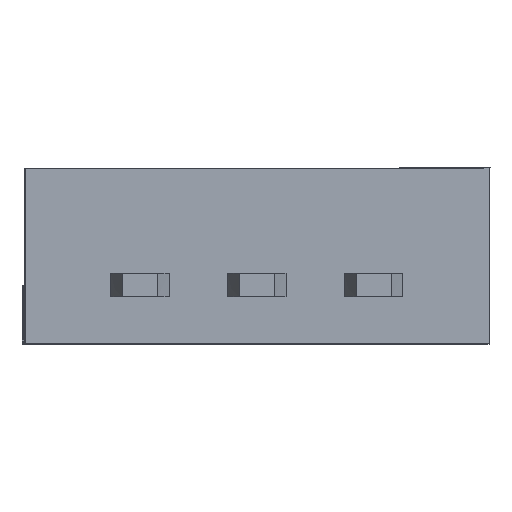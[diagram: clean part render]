
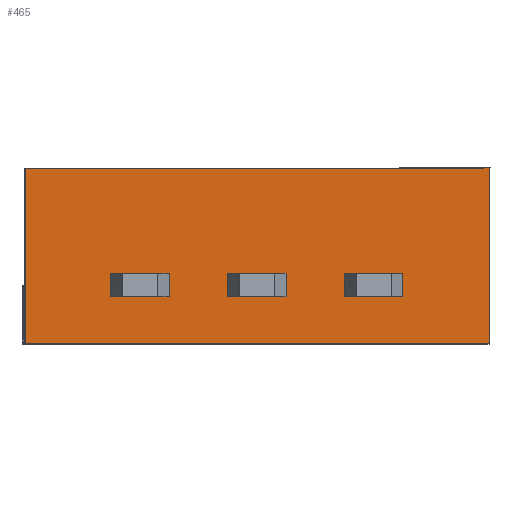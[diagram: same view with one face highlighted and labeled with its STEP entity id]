
A CAD part, front view. The second image highlights one B-rep face of the part: STEP entity #465.
In plain terms, the highlighted free-form (B-spline) face has degree [1, 1] with [2, 2] control points.
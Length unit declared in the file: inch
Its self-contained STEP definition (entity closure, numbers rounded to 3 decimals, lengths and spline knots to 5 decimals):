
#465=ADVANCED_FACE('',(#522),#1582,.T.);
#522=FACE_OUTER_BOUND('',#579,.T.);
#579=EDGE_LOOP('',(#761,#762,#763,#764));
#761=ORIENTED_EDGE('',*,*,#1031,.T.);
#762=ORIENTED_EDGE('',*,*,#1032,.T.);
#763=ORIENTED_EDGE('',*,*,#1033,.T.);
#764=ORIENTED_EDGE('',*,*,#1034,.T.);
#1031=EDGE_CURVE('',#1485,#1486,#1262,.T.);
#1032=EDGE_CURVE('',#1486,#1487,#1263,.T.);
#1033=EDGE_CURVE('',#1487,#1488,#1264,.T.);
#1034=EDGE_CURVE('',#1488,#1485,#1265,.T.);
#1262=B_SPLINE_CURVE_WITH_KNOTS('',1,(#3367,#3368),.UNSPECIFIED.,.F.,.F.,
(2,2),(-0.18,0.),.UNSPECIFIED.);
#1263=B_SPLINE_CURVE_WITH_KNOTS('',1,(#3369,#3370),.UNSPECIFIED.,.F.,.F.,
(2,2),(-0.398,0.),.UNSPECIFIED.);
#1264=B_SPLINE_CURVE_WITH_KNOTS('',1,(#3371,#3372),.UNSPECIFIED.,.F.,.F.,
(2,2),(-0.18,0.),.UNSPECIFIED.);
#1265=B_SPLINE_CURVE_WITH_KNOTS('',1,(#3373,#3374),.UNSPECIFIED.,.F.,.F.,
(2,2),(-0.398,0.),.UNSPECIFIED.);
#1485=VERTEX_POINT('',#3363);
#1486=VERTEX_POINT('',#3364);
#1487=VERTEX_POINT('',#3365);
#1488=VERTEX_POINT('',#3366);
#1582=B_SPLINE_SURFACE_WITH_KNOTS('',1,1,((#3359,#3360),(#3361,#3362)),
 .UNSPECIFIED.,.F.,.F.,.F.,(2,2),(2,2),(-1.41756,0.00084),(-0.00084,
1.67916),.UNSPECIFIED.);
#3359=CARTESIAN_POINT('',(0.83969,0.14577,-0.56599));
#3360=CARTESIAN_POINT('',(-0.84031,0.14443,-0.56639));
#3361=CARTESIAN_POINT('',(0.84003,0.14577,0.61861));
#3362=CARTESIAN_POINT('',(-0.83996,0.14443,0.6182));
#3363=CARTESIAN_POINT('',(-0.19911,0.14494,0.10123));
#3364=CARTESIAN_POINT('',(-0.19916,0.14494,-0.0491));
#3365=CARTESIAN_POINT('',(0.19884,0.14526,-0.04901));
#3366=CARTESIAN_POINT('',(0.19888,0.14526,0.10132));
#3367=CARTESIAN_POINT('',(-0.19911,0.14494,0.10123));
#3368=CARTESIAN_POINT('',(-0.19916,0.14494,-0.0491));
#3369=CARTESIAN_POINT('',(-0.19916,0.14494,-0.0491));
#3370=CARTESIAN_POINT('',(0.19884,0.14526,-0.04901));
#3371=CARTESIAN_POINT('',(0.19884,0.14526,-0.04901));
#3372=CARTESIAN_POINT('',(0.19888,0.14526,0.10132));
#3373=CARTESIAN_POINT('',(0.19888,0.14526,0.10132));
#3374=CARTESIAN_POINT('',(-0.19911,0.14494,0.10123));
